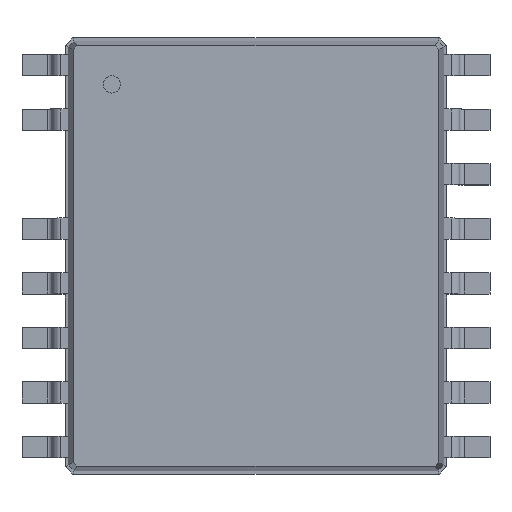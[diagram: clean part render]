
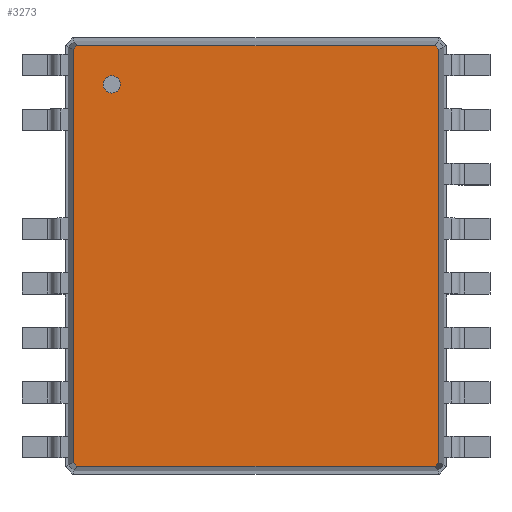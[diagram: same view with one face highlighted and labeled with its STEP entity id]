
A CAD part, top view. The second image highlights one B-rep face of the part: STEP entity #3273.
In plain terms, the highlighted planar face has unit normal (0, 0, 1).
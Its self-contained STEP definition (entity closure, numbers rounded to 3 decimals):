
#1360 = VERTEX_POINT('',#1361);
#1361 = CARTESIAN_POINT('',(4.259,-4.812,1.6));
#1366 = EDGE_CURVE('',#1367,#1360,#1369,.T.);
#1367 = VERTEX_POINT('',#1368);
#1368 = CARTESIAN_POINT('',(4.259,4.812,1.6));
#1369 = LINE('',#1370,#1371);
#1370 = CARTESIAN_POINT('',(4.259,4.812,1.6));
#1371 = VECTOR('',#1372,1.);
#1372 = DIRECTION('',(0.,-1.,0.));
#3256 = EDGE_CURVE('',#3257,#1367,#3259,.T.);
#3257 = VERTEX_POINT('',#3258);
#3258 = CARTESIAN_POINT('',(4.177,4.894,1.6));
#3259 = LINE('',#3260,#3261);
#3260 = CARTESIAN_POINT('',(4.177,4.894,1.6));
#3261 = VECTOR('',#3262,1.);
#3262 = DIRECTION('',(0.707,-0.707,0.));
#3273 = ADVANCED_FACE('',(#3274,#3324),#3335,.T.);
#3274 = FACE_BOUND('',#3275,.T.);
#3275 = EDGE_LOOP('',(#3276,#3284,#3292,#3300,#3308,#3316,#3322,#3323));
#3276 = ORIENTED_EDGE('',*,*,#3277,.F.);
#3277 = EDGE_CURVE('',#3278,#3257,#3280,.T.);
#3278 = VERTEX_POINT('',#3279);
#3279 = CARTESIAN_POINT('',(-4.177,4.894,1.6));
#3280 = LINE('',#3281,#3282);
#3281 = CARTESIAN_POINT('',(-4.177,4.894,1.6));
#3282 = VECTOR('',#3283,1.);
#3283 = DIRECTION('',(1.,0.,0.));
#3284 = ORIENTED_EDGE('',*,*,#3285,.F.);
#3285 = EDGE_CURVE('',#3286,#3278,#3288,.T.);
#3286 = VERTEX_POINT('',#3287);
#3287 = CARTESIAN_POINT('',(-4.259,4.812,1.6));
#3288 = LINE('',#3289,#3290);
#3289 = CARTESIAN_POINT('',(-4.259,4.812,1.6));
#3290 = VECTOR('',#3291,1.);
#3291 = DIRECTION('',(0.707,0.707,0.));
#3292 = ORIENTED_EDGE('',*,*,#3293,.F.);
#3293 = EDGE_CURVE('',#3294,#3286,#3296,.T.);
#3294 = VERTEX_POINT('',#3295);
#3295 = CARTESIAN_POINT('',(-4.259,-4.812,1.6));
#3296 = LINE('',#3297,#3298);
#3297 = CARTESIAN_POINT('',(-4.259,-4.812,1.6));
#3298 = VECTOR('',#3299,1.);
#3299 = DIRECTION('',(0.,1.,0.));
#3300 = ORIENTED_EDGE('',*,*,#3301,.F.);
#3301 = EDGE_CURVE('',#3302,#3294,#3304,.T.);
#3302 = VERTEX_POINT('',#3303);
#3303 = CARTESIAN_POINT('',(-4.177,-4.894,1.6));
#3304 = LINE('',#3305,#3306);
#3305 = CARTESIAN_POINT('',(-4.177,-4.894,1.6));
#3306 = VECTOR('',#3307,1.);
#3307 = DIRECTION('',(-0.707,0.707,0.));
#3308 = ORIENTED_EDGE('',*,*,#3309,.F.);
#3309 = EDGE_CURVE('',#3310,#3302,#3312,.T.);
#3310 = VERTEX_POINT('',#3311);
#3311 = CARTESIAN_POINT('',(4.177,-4.894,1.6));
#3312 = LINE('',#3313,#3314);
#3313 = CARTESIAN_POINT('',(4.177,-4.894,1.6));
#3314 = VECTOR('',#3315,1.);
#3315 = DIRECTION('',(-1.,0.,0.));
#3316 = ORIENTED_EDGE('',*,*,#3317,.F.);
#3317 = EDGE_CURVE('',#1360,#3310,#3318,.T.);
#3318 = LINE('',#3319,#3320);
#3319 = CARTESIAN_POINT('',(4.259,-4.812,1.6));
#3320 = VECTOR('',#3321,1.);
#3321 = DIRECTION('',(-0.707,-0.707,0.));
#3322 = ORIENTED_EDGE('',*,*,#1366,.F.);
#3323 = ORIENTED_EDGE('',*,*,#3256,.F.);
#3324 = FACE_BOUND('',#3325,.T.);
#3325 = EDGE_LOOP('',(#3326));
#3326 = ORIENTED_EDGE('',*,*,#3327,.F.);
#3327 = EDGE_CURVE('',#3328,#3328,#3330,.T.);
#3328 = VERTEX_POINT('',#3329);
#3329 = CARTESIAN_POINT('',(-3.359,3.794,1.6));
#3330 = CIRCLE('',#3331,0.2);
#3331 = AXIS2_PLACEMENT_3D('',#3332,#3333,#3334);
#3332 = CARTESIAN_POINT('',(-3.359,3.994,1.6));
#3333 = DIRECTION('',(0.,0.,1.));
#3334 = DIRECTION('',(0.,-1.,0.));
#3335 = PLANE('',#3336);
#3336 = AXIS2_PLACEMENT_3D('',#3337,#3338,#3339);
#3337 = CARTESIAN_POINT('',(-4.177,4.894,1.6));
#3338 = DIRECTION('',(0.,0.,1.));
#3339 = DIRECTION('',(0.649,-0.761,0.));
